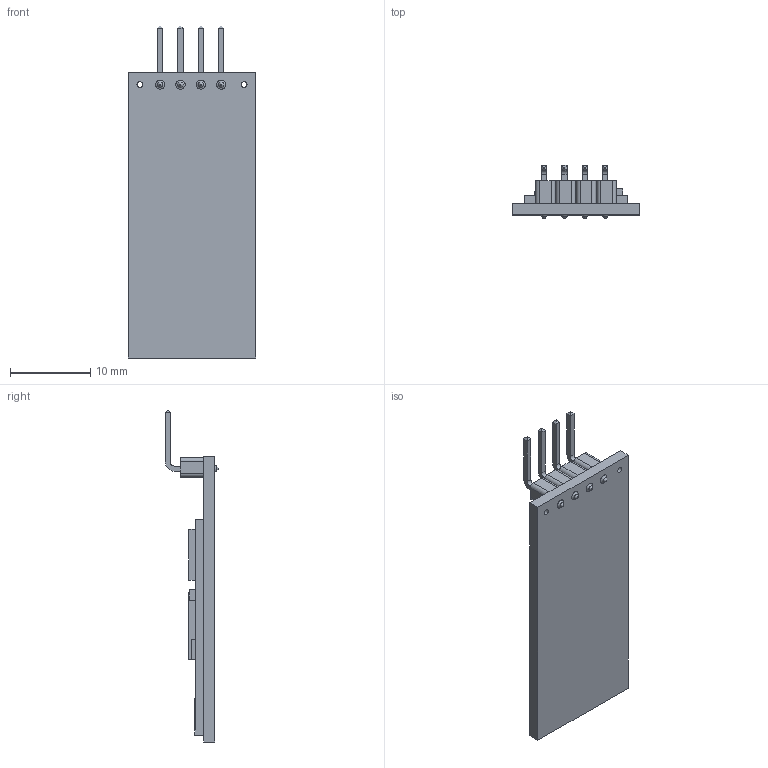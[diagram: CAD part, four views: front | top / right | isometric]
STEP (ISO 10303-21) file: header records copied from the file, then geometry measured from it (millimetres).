
FILE_DESCRIPTION(/* description */ (''),/* implementation_level */ '2;1');
FILE_NAME(/* name */ 'JY-MCU Bluetooth Board.ipt.stp',/* time_stamp */ '2014-02-22T17:53:50-05:00',/* author */ ('Spooner'),/* organization */ (''),/* preprocessor_version */ 'ST-DEVELOPER v15.2',/* originating_system */ 'Autodesk Inventor 2014',/* authorisation */ '');
FILE_SCHEMA (('AUTOMOTIVE_DESIGN { 1 0 10303 214 3 1 1 }'));
Length unit declared in the file: inch
Products named in the file (1): JY-MCU Bluetooth Board
Bounding box: 15.95 x 6.68 x 41.38 mm (x, y, z)
Volume: 1333.2 mm3; surface area: 1621.2 mm2
Topology: 1 solids, 1 shells, 171 faces, 436 edges, 284 vertices
Faces by surface type: plane 137, cylinder 26, torus 4, cone 4
Full cylindrical faces by diameter (mm): 0.737 x2
Entity records: 5224 total; most frequent: CARTESIAN_POINT 882, ORIENTED_EDGE 852, DIRECTION 834, EDGE_CURVE 426, LINE 362, VECTOR 362, VERTEX_POINT 284, AXIS2_PLACEMENT_3D 236
